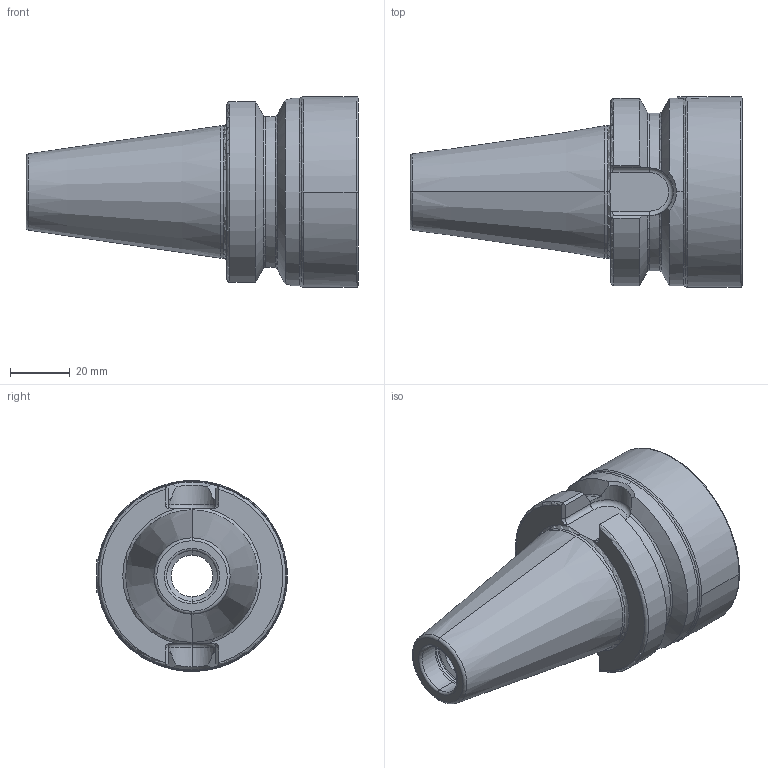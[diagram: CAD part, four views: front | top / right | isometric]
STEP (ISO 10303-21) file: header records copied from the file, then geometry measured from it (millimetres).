
FILE_DESCRIPTION (( 'STEP AP203' ), '1' );
FILE_NAME ('BT4-ST6.K01.046.STEP', '2016-02-12T09:36:19', ( 'SWIAdmin' ), ( 'Hewlett-Packard Company' ), 'SwSTEP 2.0', 'SolidWorks 2015', '' );
FILE_SCHEMA (( 'CONFIG_CONTROL_DESIGN' ));
Length unit declared in the file: millimetre
Products named in the file (4): ST6-ER1.001.018_A; ST6-ER4.001.020_A; BT4-ST6.K01.046; BT4-ST6.K01.046_A
Assembly tree (3 placements, depth 2):
  BT4-ST6.K01.046
    BT4-ST6.K01.046_A
    ST6-ER1.001.018_A
    ST6-ER4.001.020_A
Bounding box: 111.4 x 64 x 64 mm (x, y, z)
Volume: 129676.7 mm3; surface area: 37105.4 mm2
Topology: 3 solids, 3 shells, 168 faces, 418 edges, 255 vertices
Faces by surface type: cylinder 50, plane 46, torus 38, cone 30, bspline 4
Entity records: 6082 total; most frequent: CARTESIAN_POINT 1749, DIRECTION 835, ORIENTED_EDGE 832, EDGE_CURVE 416, AXIS2_PLACEMENT_3D 340, VERTEX_POINT 255, EDGE_LOOP 175, CIRCLE 170
